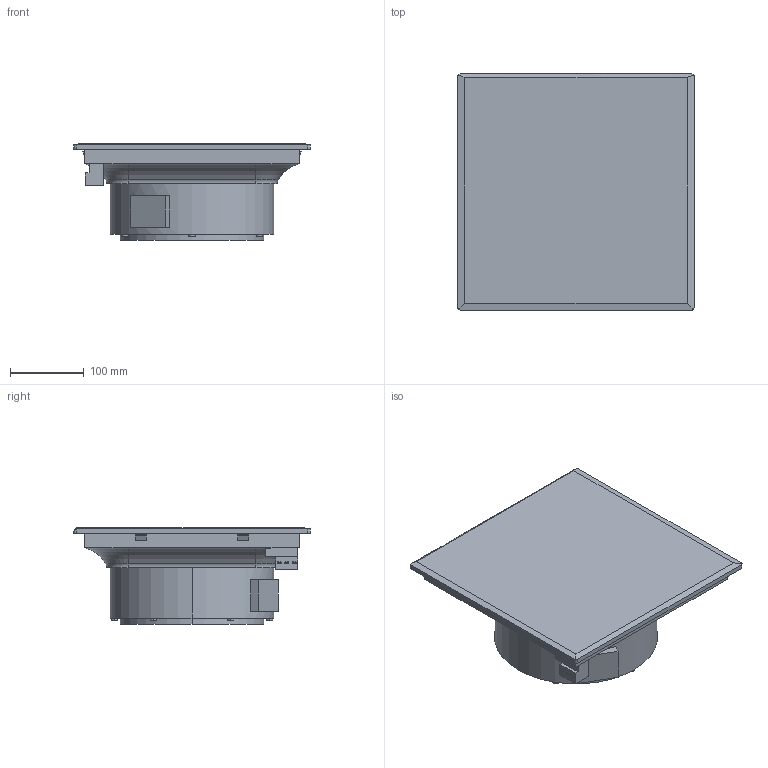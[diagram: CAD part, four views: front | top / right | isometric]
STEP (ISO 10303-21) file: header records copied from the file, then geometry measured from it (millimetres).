
FILE_DESCRIPTION (( 'STEP AP214' ), '1' );
FILE_NAME ('YVR10-550-55.STEP', '2024-06-06T12:48:54', ( '' ), ( '' ), 'SwSTEP 2.0', 'SolidWorks 2022', '' );
FILE_SCHEMA (( 'AUTOMOTIVE_DESIGN' ));
Length unit declared in the file: millimetre
Products named in the file (1): YVR10-550-55
Bounding box: 320 x 320 x 131 mm (x, y, z)
Volume: 7023132 mm3; surface area: 306091.3 mm2
Topology: 1 solids, 1 shells, 137 faces, 303 edges, 196 vertices
Faces by surface type: plane 70, cylinder 58, torus 8, bspline 1
Entity records: 4000 total; most frequent: CARTESIAN_POINT 844, DIRECTION 688, ORIENTED_EDGE 606, EDGE_CURVE 303, AXIS2_PLACEMENT_3D 263, VERTEX_POINT 196, EDGE_LOOP 165, VECTOR 162
